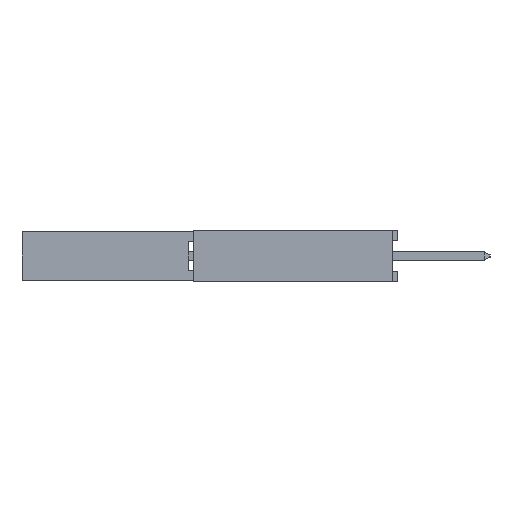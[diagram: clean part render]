
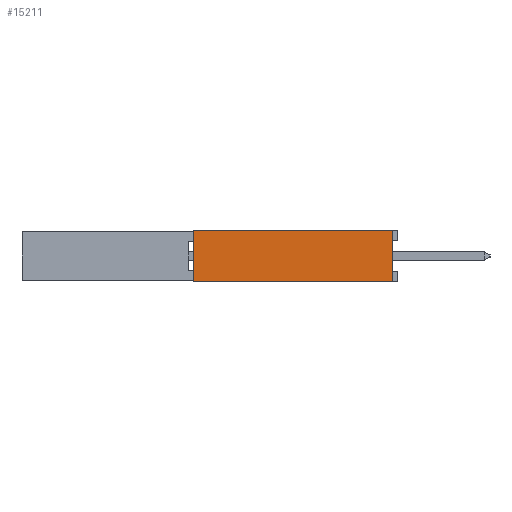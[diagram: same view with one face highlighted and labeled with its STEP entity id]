
A CAD part, left-side view. The second image highlights one B-rep face of the part: STEP entity #15211.
In plain terms, the highlighted planar face has unit normal (-1, 0, 0).
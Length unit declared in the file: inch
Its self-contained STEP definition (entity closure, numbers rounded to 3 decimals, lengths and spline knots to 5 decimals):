
#629=FACE_OUTER_BOUND('',#1427,.T.);
#1427=EDGE_LOOP('',(#11747,#11748,#11749,#11750));
#2961=LINE('',#22576,#4981);
#2962=LINE('',#22578,#4982);
#2963=LINE('',#22580,#4983);
#2964=LINE('',#22581,#4984);
#4981=VECTOR('',#18656,39.37008);
#4982=VECTOR('',#18657,39.37008);
#4983=VECTOR('',#18658,39.37008);
#4984=VECTOR('',#18659,39.37008);
#6573=VERTEX_POINT('',#22574);
#6574=VERTEX_POINT('',#22575);
#6575=VERTEX_POINT('',#22577);
#6576=VERTEX_POINT('',#22579);
#8379=EDGE_CURVE('',#6573,#6574,#2961,.T.);
#8380=EDGE_CURVE('',#6575,#6574,#2962,.T.);
#8381=EDGE_CURVE('',#6576,#6575,#2963,.T.);
#8382=EDGE_CURVE('',#6576,#6573,#2964,.T.);
#11747=ORIENTED_EDGE('',*,*,#8379,.T.);
#11748=ORIENTED_EDGE('',*,*,#8380,.F.);
#11749=ORIENTED_EDGE('',*,*,#8381,.F.);
#11750=ORIENTED_EDGE('',*,*,#8382,.T.);
#13703=PLANE('',#16035);
#15211=ADVANCED_FACE('',(#629),#13703,.F.);
#16035=AXIS2_PLACEMENT_3D('',#22573,#18654,#18655);
#18654=DIRECTION('center_axis',(1.,0.,0.));
#18655=DIRECTION('ref_axis',(0.,0.,-1.));
#18656=DIRECTION('',(0.,0.,1.));
#18657=DIRECTION('',(0.,-1.,0.));
#18658=DIRECTION('',(0.,0.,1.));
#18659=DIRECTION('',(0.,-1.,0.));
#22573=CARTESIAN_POINT('Origin',(0.,0.4,-0.05));
#22574=CARTESIAN_POINT('',(0.,0.01,-0.05));
#22575=CARTESIAN_POINT('',(0.,0.01,0.05));
#22576=CARTESIAN_POINT('',(0.,0.01,-0.05));
#22577=CARTESIAN_POINT('',(0.,0.4,0.05));
#22578=CARTESIAN_POINT('',(0.,0.4,0.05));
#22579=CARTESIAN_POINT('',(0.,0.4,-0.05));
#22580=CARTESIAN_POINT('',(0.,0.4,-0.05));
#22581=CARTESIAN_POINT('',(0.,0.4,-0.05));
